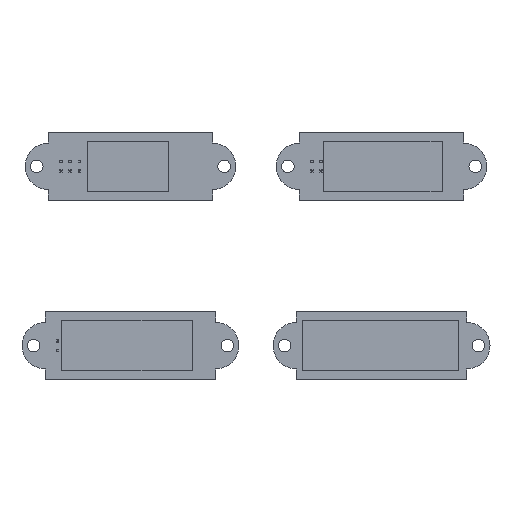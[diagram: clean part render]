
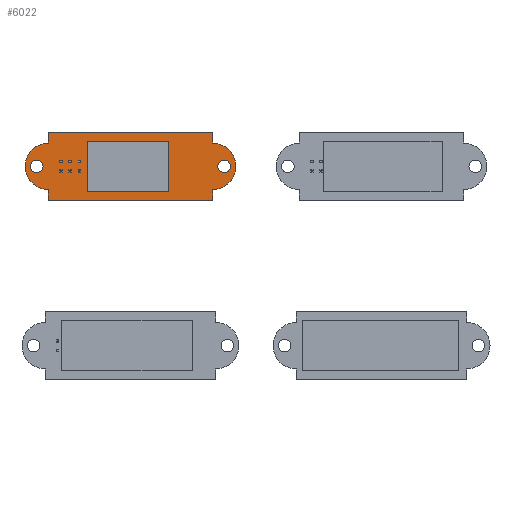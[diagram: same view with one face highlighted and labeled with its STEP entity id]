
A CAD part, front view. The second image highlights one B-rep face of the part: STEP entity #6022.
In plain terms, the highlighted planar face has unit normal (0, -1, 0).
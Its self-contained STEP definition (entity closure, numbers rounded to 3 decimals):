
#87=FACE_BOUND('',#817,.T.);
#88=FACE_BOUND('',#818,.T.);
#89=FACE_BOUND('',#819,.T.);
#403=CIRCLE('',#6377,1.75);
#405=CIRCLE('',#6380,1.75);
#406=CIRCLE('',#6384,6.5);
#408=CIRCLE('',#6390,6.5);
#466=FACE_OUTER_BOUND('',#816,.T.);
#816=EDGE_LOOP('',(#4128,#4129,#4130,#4131,#4132,#4133,#4134,#4135));
#817=EDGE_LOOP('',(#4136,#4137,#4138,#4139));
#818=EDGE_LOOP('',(#4140));
#819=EDGE_LOOP('',(#4141));
#1186=LINE('',#8334,#1962);
#1190=LINE('',#8342,#1966);
#1193=LINE('',#8348,#1969);
#1196=LINE('',#8353,#1972);
#1200=LINE('',#8371,#1976);
#1204=LINE('',#8379,#1980);
#1208=LINE('',#8391,#1984);
#1211=LINE('',#8397,#1987);
#1214=LINE('',#8403,#1990);
#1218=LINE('',#8414,#1994);
#1962=VECTOR('',#6769,10.);
#1966=VECTOR('',#6775,10.);
#1969=VECTOR('',#6780,10.);
#1972=VECTOR('',#6785,10.);
#1976=VECTOR('',#6805,10.);
#1980=VECTOR('',#6811,10.);
#1984=VECTOR('',#6823,10.);
#1987=VECTOR('',#6828,10.);
#1990=VECTOR('',#6833,10.);
#1994=VECTOR('',#6845,10.);
#2738=VERTEX_POINT('',#8332);
#2739=VERTEX_POINT('',#8333);
#2742=VERTEX_POINT('',#8341);
#2744=VERTEX_POINT('',#8347);
#2747=VERTEX_POINT('',#8359);
#2749=VERTEX_POINT('',#8365);
#2750=VERTEX_POINT('',#8369);
#2751=VERTEX_POINT('',#8370);
#2754=VERTEX_POINT('',#8378);
#2756=VERTEX_POINT('',#8384);
#2758=VERTEX_POINT('',#8390);
#2760=VERTEX_POINT('',#8396);
#2762=VERTEX_POINT('',#8402);
#2764=VERTEX_POINT('',#8408);
#3250=EDGE_CURVE('',#2738,#2739,#1186,.T.);
#3254=EDGE_CURVE('',#2739,#2742,#1190,.T.);
#3257=EDGE_CURVE('',#2742,#2744,#1193,.T.);
#3260=EDGE_CURVE('',#2744,#2738,#1196,.T.);
#3264=EDGE_CURVE('',#2747,#2747,#403,.T.);
#3267=EDGE_CURVE('',#2749,#2749,#405,.T.);
#3268=EDGE_CURVE('',#2750,#2751,#1200,.T.);
#3272=EDGE_CURVE('',#2751,#2754,#1204,.T.);
#3275=EDGE_CURVE('',#2756,#2754,#406,.T.);
#3278=EDGE_CURVE('',#2756,#2758,#1208,.T.);
#3281=EDGE_CURVE('',#2758,#2760,#1211,.T.);
#3284=EDGE_CURVE('',#2760,#2762,#1214,.T.);
#3287=EDGE_CURVE('',#2764,#2762,#408,.T.);
#3290=EDGE_CURVE('',#2764,#2750,#1218,.T.);
#4128=ORIENTED_EDGE('',*,*,#3290,.T.);
#4129=ORIENTED_EDGE('',*,*,#3268,.T.);
#4130=ORIENTED_EDGE('',*,*,#3272,.T.);
#4131=ORIENTED_EDGE('',*,*,#3275,.F.);
#4132=ORIENTED_EDGE('',*,*,#3278,.T.);
#4133=ORIENTED_EDGE('',*,*,#3281,.T.);
#4134=ORIENTED_EDGE('',*,*,#3284,.T.);
#4135=ORIENTED_EDGE('',*,*,#3287,.F.);
#4136=ORIENTED_EDGE('',*,*,#3250,.T.);
#4137=ORIENTED_EDGE('',*,*,#3254,.T.);
#4138=ORIENTED_EDGE('',*,*,#3257,.T.);
#4139=ORIENTED_EDGE('',*,*,#3260,.T.);
#4140=ORIENTED_EDGE('',*,*,#3267,.F.);
#4141=ORIENTED_EDGE('',*,*,#3264,.F.);
#5686=PLANE('',#6394);
#6022=ADVANCED_FACE('',(#466,#87,#88,#89),#5686,.F.);
#6377=AXIS2_PLACEMENT_3D('',#8361,#6794,#6795);
#6380=AXIS2_PLACEMENT_3D('',#8367,#6801,#6802);
#6384=AXIS2_PLACEMENT_3D('',#8385,#6816,#6817);
#6390=AXIS2_PLACEMENT_3D('',#8409,#6838,#6839);
#6394=AXIS2_PLACEMENT_3D('',#8417,#6849,#6850);
#6769=DIRECTION('',(-1.,0.,0.));
#6775=DIRECTION('',(0.,0.,1.));
#6780=DIRECTION('',(1.,0.,0.));
#6785=DIRECTION('',(0.,0.,-1.));
#6794=DIRECTION('center_axis',(0.,-1.,0.));
#6795=DIRECTION('ref_axis',(1.,0.,0.));
#6801=DIRECTION('center_axis',(0.,-1.,0.));
#6802=DIRECTION('ref_axis',(1.,0.,0.));
#6805=DIRECTION('',(-1.,0.,0.));
#6811=DIRECTION('',(0.,0.,-1.));
#6816=DIRECTION('center_axis',(0.,1.,0.));
#6817=DIRECTION('ref_axis',(0.,0.,-1.));
#6823=DIRECTION('',(0.,0.,-1.));
#6828=DIRECTION('',(1.,0.,0.));
#6833=DIRECTION('',(0.,0.,1.));
#6838=DIRECTION('center_axis',(0.,1.,0.));
#6839=DIRECTION('ref_axis',(0.,0.,1.));
#6845=DIRECTION('',(0.,0.,1.));
#6849=DIRECTION('center_axis',(0.,1.,0.));
#6850=DIRECTION('ref_axis',(1.,0.,0.));
#8332=CARTESIAN_POINT('',(10.525,0.,-7.05));
#8333=CARTESIAN_POINT('',(-12.075,0.,-7.05));
#8334=CARTESIAN_POINT('',(-6.038,0.,-7.05));
#8341=CARTESIAN_POINT('',(-12.075,0.,7.05));
#8342=CARTESIAN_POINT('',(-12.075,0.,3.525));
#8347=CARTESIAN_POINT('',(10.525,0.,7.05));
#8348=CARTESIAN_POINT('',(5.263,0.,7.05));
#8353=CARTESIAN_POINT('',(10.525,0.,-3.525));
#8359=CARTESIAN_POINT('',(-27.875,0.,0.));
#8361=CARTESIAN_POINT('Origin',(-26.125,0.,0.));
#8365=CARTESIAN_POINT('',(24.375,0.,0.));
#8367=CARTESIAN_POINT('Origin',(26.125,0.,0.));
#8369=CARTESIAN_POINT('',(22.875,0.,9.5));
#8370=CARTESIAN_POINT('',(-22.875,0.,9.5));
#8371=CARTESIAN_POINT('',(22.875,0.,9.5));
#8378=CARTESIAN_POINT('',(-22.875,0.,6.5));
#8379=CARTESIAN_POINT('',(-22.875,0.,9.5));
#8384=CARTESIAN_POINT('',(-22.875,0.,-6.5));
#8385=CARTESIAN_POINT('Origin',(-22.875,0.,0.));
#8390=CARTESIAN_POINT('',(-22.875,0.,-9.5));
#8391=CARTESIAN_POINT('',(-22.875,0.,9.5));
#8396=CARTESIAN_POINT('',(22.875,0.,-9.5));
#8397=CARTESIAN_POINT('',(-22.875,0.,-9.5));
#8402=CARTESIAN_POINT('',(22.875,0.,-6.5));
#8403=CARTESIAN_POINT('',(22.875,0.,-9.5));
#8408=CARTESIAN_POINT('',(22.875,0.,6.5));
#8409=CARTESIAN_POINT('Origin',(22.875,0.,0.));
#8414=CARTESIAN_POINT('',(22.875,0.,-9.5));
#8417=CARTESIAN_POINT('Origin',(0.,0.,0.));
